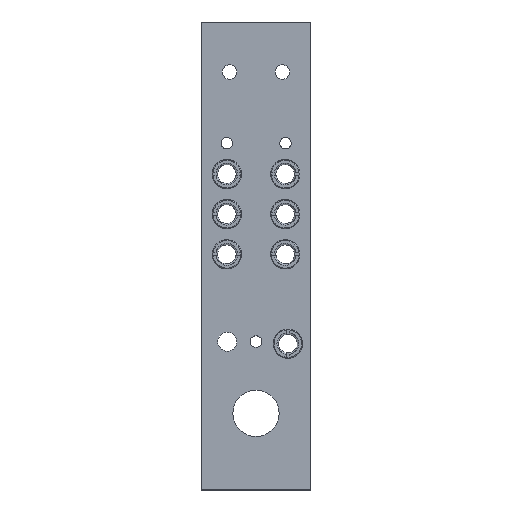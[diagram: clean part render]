
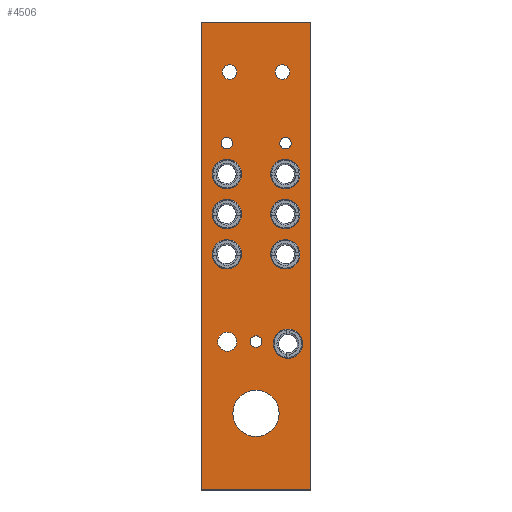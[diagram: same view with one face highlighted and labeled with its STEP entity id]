
A CAD part, top view. The second image highlights one B-rep face of the part: STEP entity #4506.
In plain terms, the highlighted planar face has unit normal (0, 0, 1).
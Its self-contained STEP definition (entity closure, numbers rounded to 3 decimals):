
#4240 = VERTEX_POINT('',#4241);
#4241 = CARTESIAN_POINT('',(15.,-64.25,1.6));
#4247 = EDGE_CURVE('',#4240,#4248,#4250,.T.);
#4248 = VERTEX_POINT('',#4249);
#4249 = CARTESIAN_POINT('',(-15.,-64.25,1.6));
#4250 = LINE('',#4251,#4252);
#4251 = CARTESIAN_POINT('',(15.,-64.25,1.6));
#4252 = VECTOR('',#4253,1.);
#4253 = DIRECTION('',(-1.,0.,0.));
#4280 = VERTEX_POINT('',#4281);
#4281 = CARTESIAN_POINT('',(15.,64.25,1.6));
#4287 = EDGE_CURVE('',#4280,#4240,#4288,.T.);
#4288 = LINE('',#4289,#4290);
#4289 = CARTESIAN_POINT('',(15.,64.25,1.6));
#4290 = VECTOR('',#4291,1.);
#4291 = DIRECTION('',(0.,-1.,0.));
#4309 = EDGE_CURVE('',#4248,#4310,#4312,.T.);
#4310 = VERTEX_POINT('',#4311);
#4311 = CARTESIAN_POINT('',(-15.,64.25,1.6));
#4312 = LINE('',#4313,#4314);
#4313 = CARTESIAN_POINT('',(-15.,-64.25,1.6));
#4314 = VECTOR('',#4315,1.);
#4315 = DIRECTION('',(0.,1.,0.));
#4506 = ADVANCED_FACE('',(#4507,#4518,#4529,#4540,#4551,#4562,#4573,
    #4584,#4595,#4606,#4617,#4628,#4639,#4650,#4661),#4672,.T.);
#4507 = FACE_BOUND('',#4508,.T.);
#4508 = EDGE_LOOP('',(#4509,#4510,#4511,#4517));
#4509 = ORIENTED_EDGE('',*,*,#4247,.F.);
#4510 = ORIENTED_EDGE('',*,*,#4287,.F.);
#4511 = ORIENTED_EDGE('',*,*,#4512,.F.);
#4512 = EDGE_CURVE('',#4310,#4280,#4513,.T.);
#4513 = LINE('',#4514,#4515);
#4514 = CARTESIAN_POINT('',(-15.,64.25,1.6));
#4515 = VECTOR('',#4516,1.);
#4516 = DIRECTION('',(1.,0.,0.));
#4517 = ORIENTED_EDGE('',*,*,#4309,.F.);
#4518 = FACE_BOUND('',#4519,.T.);
#4519 = EDGE_LOOP('',(#4520));
#4520 = ORIENTED_EDGE('',*,*,#4521,.T.);
#4521 = EDGE_CURVE('',#4522,#4522,#4524,.T.);
#4522 = VERTEX_POINT('',#4523);
#4523 = CARTESIAN_POINT('',(0.,-49.55,1.6));
#4524 = CIRCLE('',#4525,6.35);
#4525 = AXIS2_PLACEMENT_3D('',#4526,#4527,#4528);
#4526 = CARTESIAN_POINT('',(0.,-43.2,1.6));
#4527 = DIRECTION('',(-0.,0.,-1.));
#4528 = DIRECTION('',(0.,-1.,-0.));
#4529 = FACE_BOUND('',#4530,.T.);
#4530 = EDGE_LOOP('',(#4531));
#4531 = ORIENTED_EDGE('',*,*,#4532,.T.);
#4532 = EDGE_CURVE('',#4533,#4533,#4535,.T.);
#4533 = VERTEX_POINT('',#4534);
#4534 = CARTESIAN_POINT('',(-7.886,-26.15,1.6));
#4535 = CIRCLE('',#4536,2.6);
#4536 = AXIS2_PLACEMENT_3D('',#4537,#4538,#4539);
#4537 = CARTESIAN_POINT('',(-7.886,-23.55,1.6));
#4538 = DIRECTION('',(-0.,0.,-1.));
#4539 = DIRECTION('',(-0.,-1.,0.));
#4540 = FACE_BOUND('',#4541,.T.);
#4541 = EDGE_LOOP('',(#4542));
#4542 = ORIENTED_EDGE('',*,*,#4543,.T.);
#4543 = EDGE_CURVE('',#4544,#4544,#4546,.T.);
#4544 = VERTEX_POINT('',#4545);
#4545 = CARTESIAN_POINT('',(-8.,-2.6,1.6));
#4546 = CIRCLE('',#4547,3.05);
#4547 = AXIS2_PLACEMENT_3D('',#4548,#4549,#4550);
#4548 = CARTESIAN_POINT('',(-8.,0.45,1.6));
#4549 = DIRECTION('',(-0.,0.,-1.));
#4550 = DIRECTION('',(-0.,-1.,0.));
#4551 = FACE_BOUND('',#4552,.T.);
#4552 = EDGE_LOOP('',(#4553));
#4553 = ORIENTED_EDGE('',*,*,#4554,.T.);
#4554 = EDGE_CURVE('',#4555,#4555,#4557,.T.);
#4555 = VERTEX_POINT('',#4556);
#4556 = CARTESIAN_POINT('',(0.,-25.1,1.6));
#4557 = CIRCLE('',#4558,1.6);
#4558 = AXIS2_PLACEMENT_3D('',#4559,#4560,#4561);
#4559 = CARTESIAN_POINT('',(0.,-23.5,1.6));
#4560 = DIRECTION('',(-0.,0.,-1.));
#4561 = DIRECTION('',(0.,-1.,-0.));
#4562 = FACE_BOUND('',#4563,.T.);
#4563 = EDGE_LOOP('',(#4564));
#4564 = ORIENTED_EDGE('',*,*,#4565,.T.);
#4565 = EDGE_CURVE('',#4566,#4566,#4568,.T.);
#4566 = VERTEX_POINT('',#4567);
#4567 = CARTESIAN_POINT('',(8.75,-27.13,1.6));
#4568 = CIRCLE('',#4569,3.05);
#4569 = AXIS2_PLACEMENT_3D('',#4570,#4571,#4572);
#4570 = CARTESIAN_POINT('',(8.75,-24.08,1.6));
#4571 = DIRECTION('',(-0.,0.,-1.));
#4572 = DIRECTION('',(-0.,-1.,0.));
#4573 = FACE_BOUND('',#4574,.T.);
#4574 = EDGE_LOOP('',(#4575));
#4575 = ORIENTED_EDGE('',*,*,#4576,.T.);
#4576 = EDGE_CURVE('',#4577,#4577,#4579,.T.);
#4577 = VERTEX_POINT('',#4578);
#4578 = CARTESIAN_POINT('',(8.025,-2.6,1.6));
#4579 = CIRCLE('',#4580,3.05);
#4580 = AXIS2_PLACEMENT_3D('',#4581,#4582,#4583);
#4581 = CARTESIAN_POINT('',(8.025,0.45,1.6));
#4582 = DIRECTION('',(-0.,0.,-1.));
#4583 = DIRECTION('',(0.,-1.,-0.));
#4584 = FACE_BOUND('',#4585,.T.);
#4585 = EDGE_LOOP('',(#4586));
#4586 = ORIENTED_EDGE('',*,*,#4587,.T.);
#4587 = EDGE_CURVE('',#4588,#4588,#4590,.T.);
#4588 = VERTEX_POINT('',#4589);
#4589 = CARTESIAN_POINT('',(-8.,8.45,1.6));
#4590 = CIRCLE('',#4591,3.05);
#4591 = AXIS2_PLACEMENT_3D('',#4592,#4593,#4594);
#4592 = CARTESIAN_POINT('',(-8.,11.5,1.6));
#4593 = DIRECTION('',(-0.,0.,-1.));
#4594 = DIRECTION('',(-0.,-1.,0.));
#4595 = FACE_BOUND('',#4596,.T.);
#4596 = EDGE_LOOP('',(#4597));
#4597 = ORIENTED_EDGE('',*,*,#4598,.T.);
#4598 = EDGE_CURVE('',#4599,#4599,#4601,.T.);
#4599 = VERTEX_POINT('',#4600);
#4600 = CARTESIAN_POINT('',(-8.,19.45,1.6));
#4601 = CIRCLE('',#4602,3.05);
#4602 = AXIS2_PLACEMENT_3D('',#4603,#4604,#4605);
#4603 = CARTESIAN_POINT('',(-8.,22.5,1.6));
#4604 = DIRECTION('',(-0.,0.,-1.));
#4605 = DIRECTION('',(-0.,-1.,0.));
#4606 = FACE_BOUND('',#4607,.T.);
#4607 = EDGE_LOOP('',(#4608));
#4608 = ORIENTED_EDGE('',*,*,#4609,.T.);
#4609 = EDGE_CURVE('',#4610,#4610,#4612,.T.);
#4610 = VERTEX_POINT('',#4611);
#4611 = CARTESIAN_POINT('',(-8.005,29.4,1.6));
#4612 = CIRCLE('',#4613,1.6);
#4613 = AXIS2_PLACEMENT_3D('',#4614,#4615,#4616);
#4614 = CARTESIAN_POINT('',(-8.005,31.,1.6));
#4615 = DIRECTION('',(-0.,0.,-1.));
#4616 = DIRECTION('',(-0.,-1.,0.));
#4617 = FACE_BOUND('',#4618,.T.);
#4618 = EDGE_LOOP('',(#4619));
#4619 = ORIENTED_EDGE('',*,*,#4620,.T.);
#4620 = EDGE_CURVE('',#4621,#4621,#4623,.T.);
#4621 = VERTEX_POINT('',#4622);
#4622 = CARTESIAN_POINT('',(-7.25,48.5,1.6));
#4623 = CIRCLE('',#4624,2.);
#4624 = AXIS2_PLACEMENT_3D('',#4625,#4626,#4627);
#4625 = CARTESIAN_POINT('',(-7.25,50.5,1.6));
#4626 = DIRECTION('',(-0.,0.,-1.));
#4627 = DIRECTION('',(-0.,-1.,0.));
#4628 = FACE_BOUND('',#4629,.T.);
#4629 = EDGE_LOOP('',(#4630));
#4630 = ORIENTED_EDGE('',*,*,#4631,.T.);
#4631 = EDGE_CURVE('',#4632,#4632,#4634,.T.);
#4632 = VERTEX_POINT('',#4633);
#4633 = CARTESIAN_POINT('',(8.025,8.45,1.6));
#4634 = CIRCLE('',#4635,3.05);
#4635 = AXIS2_PLACEMENT_3D('',#4636,#4637,#4638);
#4636 = CARTESIAN_POINT('',(8.025,11.5,1.6));
#4637 = DIRECTION('',(-0.,0.,-1.));
#4638 = DIRECTION('',(0.,-1.,-0.));
#4639 = FACE_BOUND('',#4640,.T.);
#4640 = EDGE_LOOP('',(#4641));
#4641 = ORIENTED_EDGE('',*,*,#4642,.T.);
#4642 = EDGE_CURVE('',#4643,#4643,#4645,.T.);
#4643 = VERTEX_POINT('',#4644);
#4644 = CARTESIAN_POINT('',(8.025,19.45,1.6));
#4645 = CIRCLE('',#4646,3.05);
#4646 = AXIS2_PLACEMENT_3D('',#4647,#4648,#4649);
#4647 = CARTESIAN_POINT('',(8.025,22.5,1.6));
#4648 = DIRECTION('',(-0.,0.,-1.));
#4649 = DIRECTION('',(0.,-1.,-0.));
#4650 = FACE_BOUND('',#4651,.T.);
#4651 = EDGE_LOOP('',(#4652));
#4652 = ORIENTED_EDGE('',*,*,#4653,.T.);
#4653 = EDGE_CURVE('',#4654,#4654,#4656,.T.);
#4654 = VERTEX_POINT('',#4655);
#4655 = CARTESIAN_POINT('',(8.105,29.4,1.6));
#4656 = CIRCLE('',#4657,1.6);
#4657 = AXIS2_PLACEMENT_3D('',#4658,#4659,#4660);
#4658 = CARTESIAN_POINT('',(8.105,31.,1.6));
#4659 = DIRECTION('',(-0.,0.,-1.));
#4660 = DIRECTION('',(-0.,-1.,0.));
#4661 = FACE_BOUND('',#4662,.T.);
#4662 = EDGE_LOOP('',(#4663));
#4663 = ORIENTED_EDGE('',*,*,#4664,.T.);
#4664 = EDGE_CURVE('',#4665,#4665,#4667,.T.);
#4665 = VERTEX_POINT('',#4666);
#4666 = CARTESIAN_POINT('',(7.25,48.5,1.6));
#4667 = CIRCLE('',#4668,2.);
#4668 = AXIS2_PLACEMENT_3D('',#4669,#4670,#4671);
#4669 = CARTESIAN_POINT('',(7.25,50.5,1.6));
#4670 = DIRECTION('',(-0.,0.,-1.));
#4671 = DIRECTION('',(-0.,-1.,0.));
#4672 = PLANE('',#4673);
#4673 = AXIS2_PLACEMENT_3D('',#4674,#4675,#4676);
#4674 = CARTESIAN_POINT('',(0.,0.,1.6));
#4675 = DIRECTION('',(0.,0.,1.));
#4676 = DIRECTION('',(1.,0.,-0.));
